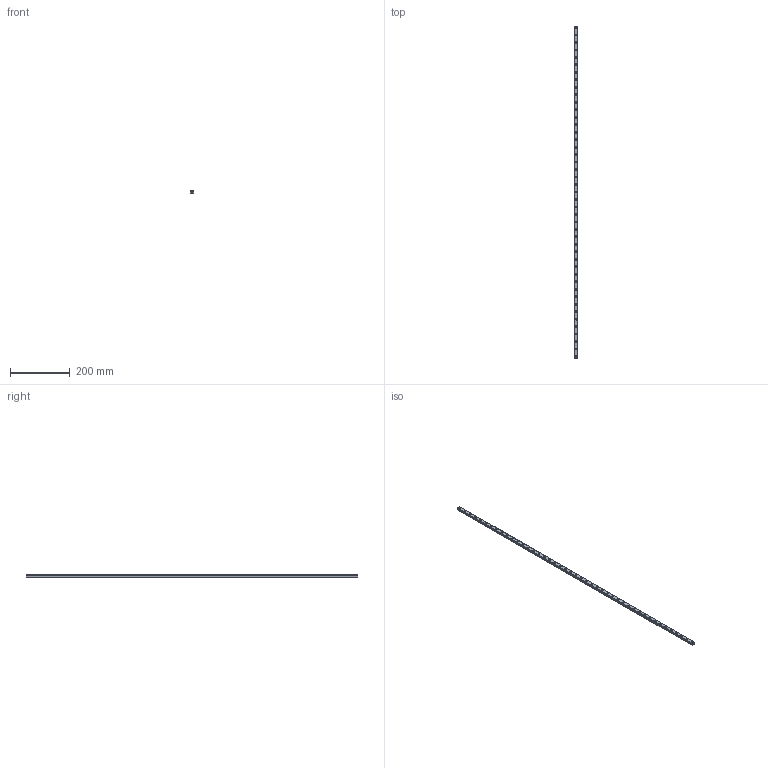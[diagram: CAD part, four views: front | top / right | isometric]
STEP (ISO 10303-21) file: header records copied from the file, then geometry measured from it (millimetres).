
FILE_DESCRIPTION(('STEP AP214'),'1');
FILE_NAME('cctmp_F210B712-7C07-442D-8C2C-BD746D3B488C_2021_02_18_15_51_49_0862..stp','2021-02-18T14:51:50',('HIWIN GmbH'),('CADClick - www.CADClick.com'),'Spatial InterOp 3D',' ','unknown authorization');
FILE_SCHEMA(('AUTOMOTIVE_DESIGN'));
Length unit declared in the file: millimetre
Products named in the file (1): MGNR12R1110CM_FILE
Bounding box: 12 x 1110 x 8 mm (x, y, z)
Volume: 94979.8 mm3; surface area: 55346.9 mm2
Topology: 1 solids, 1 shells, 500 faces, 1077 edges, 718 vertices
Faces by surface type: cylinder 286, plane 214
Entity records: 17857 total; most frequent: DIRECTION 2651, CARTESIAN_POINT 2296, ORIENTED_EDGE 2154, EDGE_CURVE 1077, AXIS2_PLACEMENT_3D 1073, VERTEX_POINT 718, EDGE_LOOP 639, CIRCLE 572
